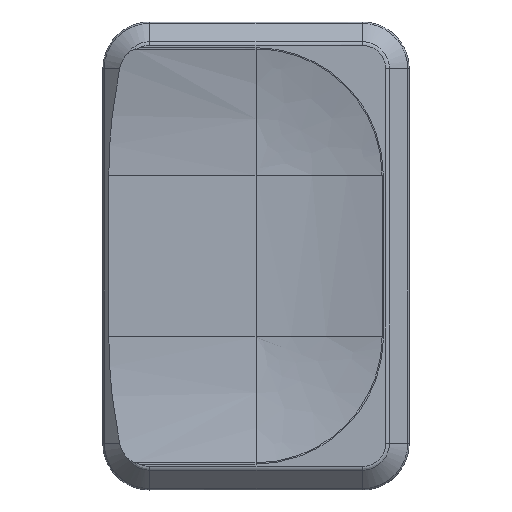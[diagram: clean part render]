
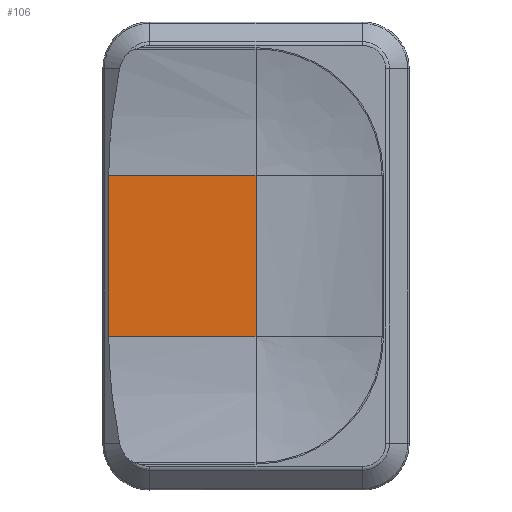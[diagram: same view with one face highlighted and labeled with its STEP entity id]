
A CAD part, top view. The second image highlights one B-rep face of the part: STEP entity #106.
In plain terms, the highlighted planar face has unit normal (0, 0, 1).
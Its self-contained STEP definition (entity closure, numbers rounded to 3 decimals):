
#106=ADVANCED_FACE('',(#199),#1364,.T.);
#199=FACE_OUTER_BOUND('',#295,.T.);
#295=EDGE_LOOP('',(#700,#701,#702,#703));
#700=ORIENTED_EDGE('',*,*,#926,.F.);
#701=ORIENTED_EDGE('',*,*,#879,.F.);
#702=ORIENTED_EDGE('',*,*,#927,.T.);
#703=ORIENTED_EDGE('',*,*,#880,.F.);
#879=EDGE_CURVE('',#1242,#1247,#1005,.T.);
#880=EDGE_CURVE('',#1262,#1263,#1123,.T.);
#926=EDGE_CURVE('',#1247,#1262,#1033,.T.);
#927=EDGE_CURVE('',#1242,#1263,#1034,.T.);
#1005=(
BOUNDED_CURVE()
B_SPLINE_CURVE(1,(#2444,#2445),.UNSPECIFIED.,.F.,.F.)
B_SPLINE_CURVE_WITH_KNOTS((2,2),(-1.,0.),.UNSPECIFIED.)
CURVE()
GEOMETRIC_REPRESENTATION_ITEM()
RATIONAL_B_SPLINE_CURVE((1.,1.))
REPRESENTATION_ITEM('')
);
#1033=(
BOUNDED_CURVE()
B_SPLINE_CURVE(1,(#2628,#2629),.UNSPECIFIED.,.F.,.F.)
B_SPLINE_CURVE_WITH_KNOTS((2,2),(0.,8.65),.UNSPECIFIED.)
CURVE()
GEOMETRIC_REPRESENTATION_ITEM()
RATIONAL_B_SPLINE_CURVE((1.,1.))
REPRESENTATION_ITEM('')
);
#1034=(
BOUNDED_CURVE()
B_SPLINE_CURVE(1,(#2630,#2631),.UNSPECIFIED.,.F.,.F.)
B_SPLINE_CURVE_WITH_KNOTS((2,2),(0.,8.65),.UNSPECIFIED.)
CURVE()
GEOMETRIC_REPRESENTATION_ITEM()
RATIONAL_B_SPLINE_CURVE((1.,1.))
REPRESENTATION_ITEM('')
);
#1123=B_SPLINE_CURVE_WITH_KNOTS('',1,(#2446,#2447),.UNSPECIFIED.,.F.,.F.,
(2,2),(-15.75,-6.25),.UNSPECIFIED.);
#1242=VERTEX_POINT('',#1953);
#1247=VERTEX_POINT('',#1958);
#1262=VERTEX_POINT('',#1973);
#1263=VERTEX_POINT('',#1974);
#1364=PLANE('',#1436);
#1436=AXIS2_PLACEMENT_3D('',#1844,#1493,$);
#1493=DIRECTION('',(0.,0.,1.));
#1844=CARTESIAN_POINT('',(-40.076,26.833,8.55));
#1953=CARTESIAN_POINT('',(-40.076,26.833,8.55));
#1958=CARTESIAN_POINT('',(-40.076,17.333,8.55));
#1973=CARTESIAN_POINT('',(-48.726,17.333,8.55));
#1974=CARTESIAN_POINT('',(-48.726,26.833,8.55));
#2444=CARTESIAN_POINT('',(-40.076,26.833,8.55));
#2445=CARTESIAN_POINT('',(-40.076,17.333,8.55));
#2446=CARTESIAN_POINT('',(-48.726,17.333,8.55));
#2447=CARTESIAN_POINT('',(-48.726,26.833,8.55));
#2628=CARTESIAN_POINT('',(-40.076,17.333,8.55));
#2629=CARTESIAN_POINT('',(-48.726,17.333,8.55));
#2630=CARTESIAN_POINT('',(-40.076,26.833,8.55));
#2631=CARTESIAN_POINT('',(-48.726,26.833,8.55));
